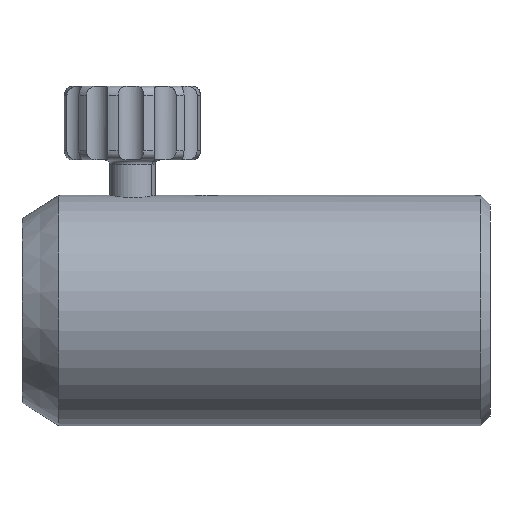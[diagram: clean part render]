
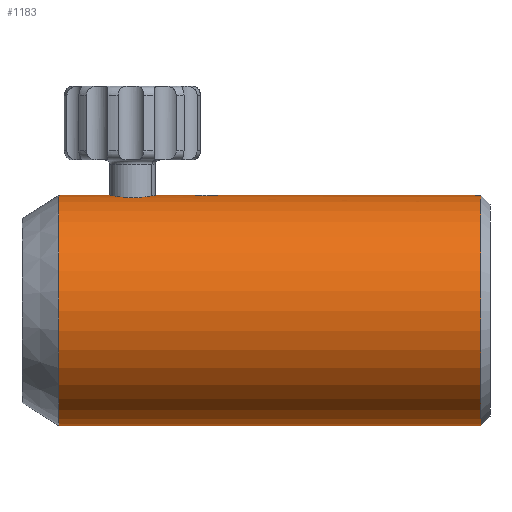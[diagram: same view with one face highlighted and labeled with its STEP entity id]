
A CAD part, left-side view. The second image highlights one B-rep face of the part: STEP entity #1183.
In plain terms, the highlighted cylindrical face has radius 12.5 mm (diameter 25 mm), a partial arc.
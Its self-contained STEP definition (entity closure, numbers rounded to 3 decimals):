
#3 = CARTESIAN_POINT ( 'NONE',  ( -0.163, 19.822, 12.5 ) ) ;
#14 = CARTESIAN_POINT ( 'NONE',  ( 0., 19.822, 12.5 ) ) ;
#46 = VECTOR ( 'NONE', #745, 1000. ) ;
#200 = CARTESIAN_POINT ( 'NONE',  ( 0., 19.822, 12.5 ) ) ;
#220 = LINE ( 'NONE', #1565, #2364 ) ;
#245 = VERTEX_POINT ( 'NONE', #1825 ) ;
#255 = ORIENTED_EDGE ( 'NONE', *, *, #3587, .F. ) ;
#382 = CARTESIAN_POINT ( 'NONE',  ( -0.327, 22.289, 12.497 ) ) ;
#388 = CARTESIAN_POINT ( 'NONE',  ( -0.807, 26.7, 12.475 ) ) ;
#422 = VERTEX_POINT ( 'NONE', #574 ) ;
#478 = DIRECTION ( 'NONE',  ( 0., 0., -1. ) ) ;
#490 = LINE ( 'NONE', #2450, #46 ) ;
#492 = VERTEX_POINT ( 'NONE', #2237 ) ;
#501 = DIRECTION ( 'NONE',  ( 0., -1., 0. ) ) ;
#553 = CARTESIAN_POINT ( 'NONE',  ( -1.001, 20.305, 12.46 ) ) ;
#554 = CARTESIAN_POINT ( 'NONE',  ( -1.111, 31.318, 12.452 ) ) ;
#574 = CARTESIAN_POINT ( 'NONE',  ( 0., 26.572, 12.5 ) ) ;
#652 = CARTESIAN_POINT ( 'NONE',  ( -1.217, 21.4, 12.441 ) ) ;
#659 = CARTESIAN_POINT ( 'NONE',  ( -2.42, 28.422, 12.264 ) ) ;
#745 = DIRECTION ( 'NONE',  ( 0., -1., 0. ) ) ;
#806 = CARTESIAN_POINT ( 'NONE',  ( -1.254, 31.241, 12.438 ) ) ;
#817 = CARTESIAN_POINT ( 'NONE',  ( -0.63, 19.98, 12.485 ) ) ;
#830 = CARTESIAN_POINT ( 'NONE',  ( -1.25, 21.235, 12.437 ) ) ;
#852 = EDGE_CURVE ( 'NONE', #2300, #1177, #220, .T. ) ;
#896 = CARTESIAN_POINT ( 'NONE',  ( -1.255, 26.904, 12.438 ) ) ;
#911 = CARTESIAN_POINT ( 'NONE',  ( -2.5, 29.399, 12.247 ) ) ;
#933 = CARTESIAN_POINT ( 'NONE',  ( -0.999, 21.84, 12.461 ) ) ;
#952 = VERTEX_POINT ( 'NONE', #200 ) ;
#995 = CARTESIAN_POINT ( 'NONE',  ( -1.883, 30.724, 12.358 ) ) ;
#1029 = AXIS2_PLACEMENT_3D ( 'NONE', #2217, #1407, #2315 ) ;
#1050 = DIRECTION ( 'NONE',  ( 0., -1., 0. ) ) ;
#1105 = CARTESIAN_POINT ( 'NONE',  ( -0.327, 19.854, 12.497 ) ) ;
#1106 = CARTESIAN_POINT ( 'NONE',  ( -1.653, 30.954, 12.391 ) ) ;
#1176 = ORIENTED_EDGE ( 'NONE', *, *, #1985, .F. ) ;
#1177 = VERTEX_POINT ( 'NONE', #3047 ) ;
#1183 = ADVANCED_FACE ( 'NONE', ( #2086 ), #1637, .T. ) ;
#1200 = CARTESIAN_POINT ( 'NONE',  ( -2.169, 30.326, 12.311 ) ) ;
#1220 = CARTESIAN_POINT ( 'NONE',  ( -0.63, 22.164, 12.485 ) ) ;
#1316 = B_SPLINE_CURVE_WITH_KNOTS ( 'NONE', 3,
 ( #2289, #3102, #2866, #2025, #388, #2339, #896, #2605, #2011, #2881, #3156, #2033, #3438, #1462, #659, #3384, #1742, #911, #2301, #2843, #1200, #3394, #995, #1106, #3015, #806, #554, #3589, #3604, #2504 ),
 .UNSPECIFIED., .F., .F.,
 ( 4, 2, 2, 2, 2, 2, 2, 2, 2, 2, 2, 2, 2, 2, 4 ),
 ( 0.004, 0.004, 0.005, 0.005, 0.006, 0.006, 0.007, 0.007, 0.008, 0.009, 0.009, 0.01, 0.01, 0.011, 0.012 ),
 .UNSPECIFIED. ) ;
#1375 = EDGE_CURVE ( 'NONE', #422, #3222, #2209, .T. ) ;
#1382 = CARTESIAN_POINT ( 'NONE',  ( -1.242, 20.908, 12.438 ) ) ;
#1407 = DIRECTION ( 'NONE',  ( 0., -1., 0. ) ) ;
#1462 = CARTESIAN_POINT ( 'NONE',  ( -2.372, 28.266, 12.273 ) ) ;
#1469 = EDGE_CURVE ( 'NONE', #492, #245, #2235, .T. ) ;
#1565 = CARTESIAN_POINT ( 'NONE',  ( 0., -19.865, 12.5 ) ) ;
#1637 = CYLINDRICAL_SURFACE ( 'NONE', #1029, 12.5 ) ;
#1740 = B_SPLINE_CURVE_WITH_KNOTS ( 'NONE', 3,
 ( #14, #3, #1105, #817, #2751, #553, #3026, #3588, #2494, #1382, #3301, #830, #652, #2088, #933, #3171, #1220, #382, #2624, #2876 ),
 .UNSPECIFIED., .F., .F.,
 ( 4, 2, 2, 2, 2, 2, 2, 2, 2, 4 ),
 ( 0.002, 0.002, 0.003, 0.003, 0.004, 0.004, 0.004, 0.005, 0.005, 0.006 ),
 .UNSPECIFIED. ) ;
#1742 = CARTESIAN_POINT ( 'NONE',  ( -2.5, 28.909, 12.247 ) ) ;
#1825 = CARTESIAN_POINT ( 'NONE',  ( 0., -8.728, -12.5 ) ) ;
#1880 = EDGE_LOOP ( 'NONE', ( #2589, #2954, #2080, #255, #1176, #2768, #3118, #3580 ) ) ;
#1905 = AXIS2_PLACEMENT_3D ( 'NONE', #1914, #501, #478 ) ;
#1913 = CARTESIAN_POINT ( 'NONE',  ( 0., -19.865, -12.5 ) ) ;
#1914 = CARTESIAN_POINT ( 'NONE',  ( 0., -8.728, 0. ) ) ;
#1985 = EDGE_CURVE ( 'NONE', #952, #3555, #490, .T. ) ;
#2011 = CARTESIAN_POINT ( 'NONE',  ( -1.652, 27.189, 12.391 ) ) ;
#2025 = CARTESIAN_POINT ( 'NONE',  ( -0.651, 26.652, 12.484 ) ) ;
#2033 = CARTESIAN_POINT ( 'NONE',  ( -2.169, 27.817, 12.311 ) ) ;
#2041 = VECTOR ( 'NONE', #2424, 1000. ) ;
#2080 = ORIENTED_EDGE ( 'NONE', *, *, #1469, .T. ) ;
#2086 = FACE_OUTER_BOUND ( 'NONE', #1880, .T. ) ;
#2088 = CARTESIAN_POINT ( 'NONE',  ( -1.092, 21.701, 12.452 ) ) ;
#2209 = LINE ( 'NONE', #3513, #2041 ) ;
#2217 = CARTESIAN_POINT ( 'NONE',  ( 0., -19.865, 0. ) ) ;
#2235 = LINE ( 'NONE', #1913, #2534 ) ;
#2237 = CARTESIAN_POINT ( 'NONE',  ( 0., 37.072, -12.5 ) ) ;
#2289 = CARTESIAN_POINT ( 'NONE',  ( 0., 26.572, 12.5 ) ) ;
#2300 = VERTEX_POINT ( 'NONE', #2703 ) ;
#2301 = CARTESIAN_POINT ( 'NONE',  ( -2.434, 29.729, 12.261 ) ) ;
#2315 = DIRECTION ( 'NONE',  ( 0., 0., -1. ) ) ;
#2339 = CARTESIAN_POINT ( 'NONE',  ( -1.11, 26.826, 12.452 ) ) ;
#2364 = VECTOR ( 'NONE', #2400, 1000. ) ;
#2400 = DIRECTION ( 'NONE',  ( 0., -1., 0. ) ) ;
#2424 = DIRECTION ( 'NONE',  ( 0., -1., 0. ) ) ;
#2434 = CIRCLE ( 'NONE', #3121, 12.5 ) ;
#2450 = CARTESIAN_POINT ( 'NONE',  ( 0., -19.865, 12.5 ) ) ;
#2494 = CARTESIAN_POINT ( 'NONE',  ( -1.21, 20.747, 12.441 ) ) ;
#2504 = CARTESIAN_POINT ( 'NONE',  ( 0., 31.572, 12.5 ) ) ;
#2515 = CIRCLE ( 'NONE', #1905, 12.5 ) ;
#2528 = EDGE_CURVE ( 'NONE', #422, #1177, #1316, .T. ) ;
#2534 = VECTOR ( 'NONE', #2750, 1000. ) ;
#2589 = ORIENTED_EDGE ( 'NONE', *, *, #852, .F. ) ;
#2605 = CARTESIAN_POINT ( 'NONE',  ( -1.526, 27.085, 12.407 ) ) ;
#2624 = CARTESIAN_POINT ( 'NONE',  ( -0.165, 22.322, 12.5 ) ) ;
#2703 = CARTESIAN_POINT ( 'NONE',  ( 0., 37.072, 12.5 ) ) ;
#2709 = DIRECTION ( 'NONE',  ( 0., 0., -1. ) ) ;
#2750 = DIRECTION ( 'NONE',  ( 0., -1., 0. ) ) ;
#2751 = CARTESIAN_POINT ( 'NONE',  ( -0.767, 20.071, 12.477 ) ) ;
#2768 = ORIENTED_EDGE ( 'NONE', *, *, #3352, .T. ) ;
#2843 = CARTESIAN_POINT ( 'NONE',  ( -2.247, 30.18, 12.297 ) ) ;
#2866 = CARTESIAN_POINT ( 'NONE',  ( -0.33, 26.588, 12.497 ) ) ;
#2876 = CARTESIAN_POINT ( 'NONE',  ( 0., 22.322, 12.5 ) ) ;
#2881 = CARTESIAN_POINT ( 'NONE',  ( -1.885, 27.421, 12.358 ) ) ;
#2954 = ORIENTED_EDGE ( 'NONE', *, *, #3477, .T. ) ;
#2955 = CARTESIAN_POINT ( 'NONE',  ( 0., 22.322, 12.5 ) ) ;
#2987 = CARTESIAN_POINT ( 'NONE',  ( 0., 37.072, 0. ) ) ;
#3015 = CARTESIAN_POINT ( 'NONE',  ( -1.525, 31.06, 12.407 ) ) ;
#3026 = CARTESIAN_POINT ( 'NONE',  ( -1.092, 20.442, 12.452 ) ) ;
#3047 = CARTESIAN_POINT ( 'NONE',  ( 0., 31.572, 12.5 ) ) ;
#3102 = CARTESIAN_POINT ( 'NONE',  ( -0.164, 26.572, 12.5 ) ) ;
#3118 = ORIENTED_EDGE ( 'NONE', *, *, #1375, .F. ) ;
#3121 = AXIS2_PLACEMENT_3D ( 'NONE', #2987, #1050, #2709 ) ;
#3156 = CARTESIAN_POINT ( 'NONE',  ( -1.988, 27.547, 12.341 ) ) ;
#3171 = CARTESIAN_POINT ( 'NONE',  ( -0.769, 22.071, 12.477 ) ) ;
#3222 = VERTEX_POINT ( 'NONE', #2955 ) ;
#3274 = CARTESIAN_POINT ( 'NONE',  ( 0., -8.728, 12.5 ) ) ;
#3301 = CARTESIAN_POINT ( 'NONE',  ( -1.25, 20.991, 12.437 ) ) ;
#3352 = EDGE_CURVE ( 'NONE', #952, #3222, #1740, .T. ) ;
#3384 = CARTESIAN_POINT ( 'NONE',  ( -2.484, 28.743, 12.251 ) ) ;
#3394 = CARTESIAN_POINT ( 'NONE',  ( -1.987, 30.598, 12.341 ) ) ;
#3438 = CARTESIAN_POINT ( 'NONE',  ( -2.247, 27.964, 12.297 ) ) ;
#3477 = EDGE_CURVE ( 'NONE', #2300, #492, #2434, .T. ) ;
#3513 = CARTESIAN_POINT ( 'NONE',  ( 0., -19.865, 12.5 ) ) ;
#3555 = VERTEX_POINT ( 'NONE', #3274 ) ;
#3580 = ORIENTED_EDGE ( 'NONE', *, *, #2528, .T. ) ;
#3587 = EDGE_CURVE ( 'NONE', #3555, #245, #2515, .T. ) ;
#3588 = CARTESIAN_POINT ( 'NONE',  ( -1.186, 20.669, 12.444 ) ) ;
#3589 = CARTESIAN_POINT ( 'NONE',  ( -0.655, 31.507, 12.487 ) ) ;
#3604 = CARTESIAN_POINT ( 'NONE',  ( -0.33, 31.572, 12.5 ) ) ;
